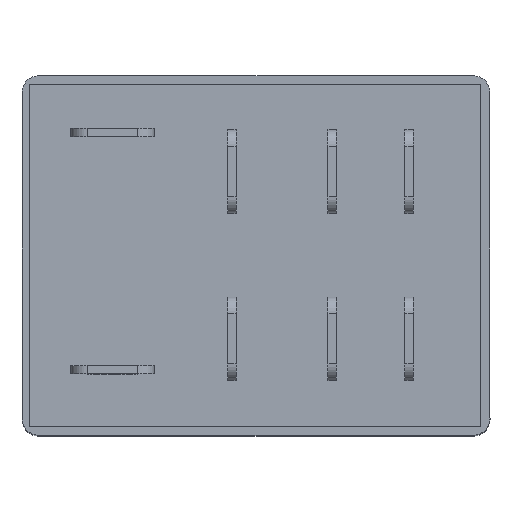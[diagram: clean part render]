
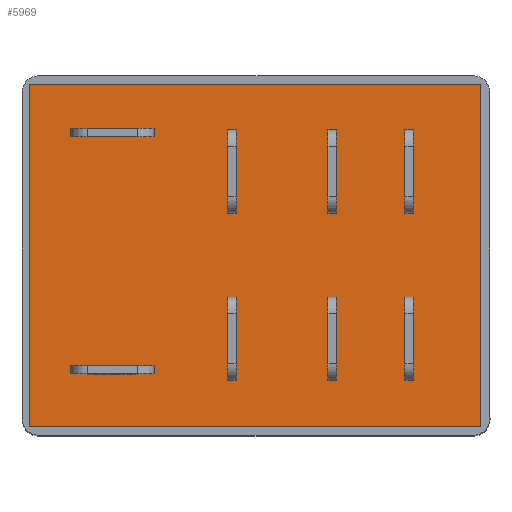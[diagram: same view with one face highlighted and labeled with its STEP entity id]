
A CAD part, top view. The second image highlights one B-rep face of the part: STEP entity #5969.
In plain terms, the highlighted planar face has unit normal (0, 0, 1).
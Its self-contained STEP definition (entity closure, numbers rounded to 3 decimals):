
#5840 = VERTEX_POINT('',#5841);
#5841 = CARTESIAN_POINT('',(-4.951,10.25,3.));
#5847 = EDGE_CURVE('',#5840,#5848,#5850,.T.);
#5848 = VERTEX_POINT('',#5849);
#5849 = CARTESIAN_POINT('',(22.049,10.25,3.));
#5850 = LINE('',#5851,#5852);
#5851 = CARTESIAN_POINT('',(-4.951,10.25,3.));
#5852 = VECTOR('',#5853,1.);
#5853 = DIRECTION('',(1.,0.,0.));
#5878 = EDGE_CURVE('',#5848,#5879,#5881,.T.);
#5879 = VERTEX_POINT('',#5880);
#5880 = CARTESIAN_POINT('',(22.049,-10.25,3.));
#5881 = LINE('',#5882,#5883);
#5882 = CARTESIAN_POINT('',(22.049,10.25,3.));
#5883 = VECTOR('',#5884,1.);
#5884 = DIRECTION('',(0.,-1.,0.));
#5909 = EDGE_CURVE('',#5879,#5910,#5912,.T.);
#5910 = VERTEX_POINT('',#5911);
#5911 = CARTESIAN_POINT('',(-4.951,-10.25,3.));
#5912 = LINE('',#5913,#5914);
#5913 = CARTESIAN_POINT('',(22.049,-10.25,3.));
#5914 = VECTOR('',#5915,1.);
#5915 = DIRECTION('',(-1.,0.,0.));
#5940 = EDGE_CURVE('',#5910,#5840,#5941,.T.);
#5941 = LINE('',#5942,#5943);
#5942 = CARTESIAN_POINT('',(-4.951,-10.25,3.));
#5943 = VECTOR('',#5944,1.);
#5944 = DIRECTION('',(0.,1.,0.));
#5969 = ADVANCED_FACE('',(#5970),#5976,.T.);
#5970 = FACE_BOUND('',#5971,.F.);
#5971 = EDGE_LOOP('',(#5972,#5973,#5974,#5975));
#5972 = ORIENTED_EDGE('',*,*,#5847,.T.);
#5973 = ORIENTED_EDGE('',*,*,#5878,.T.);
#5974 = ORIENTED_EDGE('',*,*,#5909,.T.);
#5975 = ORIENTED_EDGE('',*,*,#5940,.T.);
#5976 = PLANE('',#5977);
#5977 = AXIS2_PLACEMENT_3D('',#5978,#5979,#5980);
#5978 = CARTESIAN_POINT('',(8.549,0.,3.));
#5979 = DIRECTION('',(0.,0.,1.));
#5980 = DIRECTION('',(1.,0.,0.));
